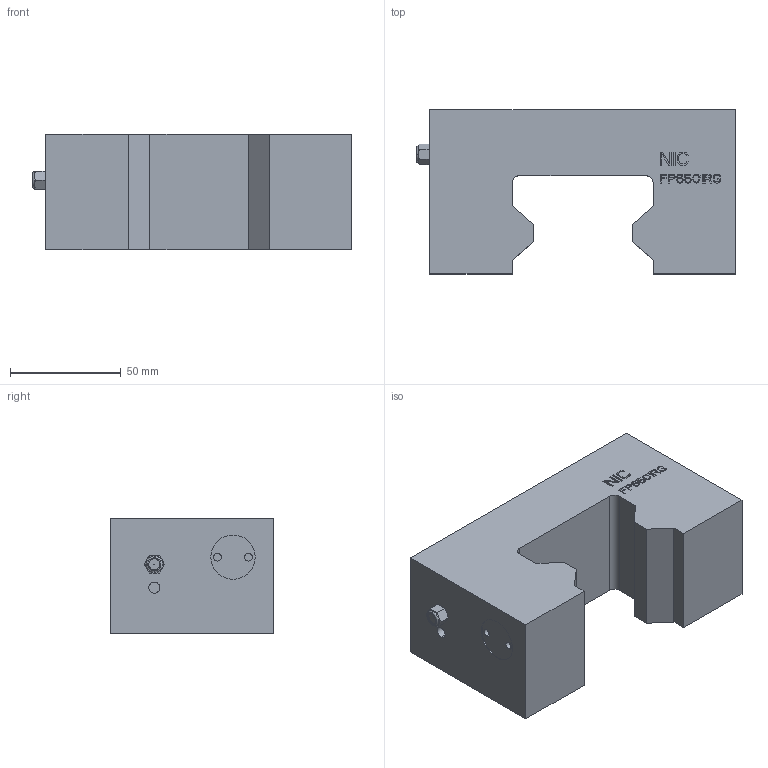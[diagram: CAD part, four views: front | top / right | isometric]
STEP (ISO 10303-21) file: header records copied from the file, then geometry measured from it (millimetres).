
FILE_DESCRIPTION((''),'2;1');
FILE_NAME('FP6501RG','2025-05-18T22:24:07',('lx'),(''),'CREO PARAMETRIC BY PTC INC, 2018100','CREO PARAMETRIC BY PTC INC, 2018100','');
FILE_SCHEMA(('CONFIG_CONTROL_DESIGN'));
Length unit declared in the file: millimetre
Products named in the file (1): FP6501RG
Bounding box: 144 x 74 x 52 mm (x, y, z)
Volume: 392609.3 mm3; surface area: 47197.2 mm2
Topology: 1 solids, 4 shells, 452 faces, 1209 edges, 801 vertices
Faces by surface type: plane 384, cylinder 48, cone 16, torus 2, sphere 2
Entity records: 13987 total; most frequent: CARTESIAN_POINT 2574, ORIENTED_EDGE 2414, DIRECTION 2213, EDGE_CURVE 1207, VECTOR 1057, LINE 1057, VERTEX_POINT 801, AXIS2_PLACEMENT_3D 578
